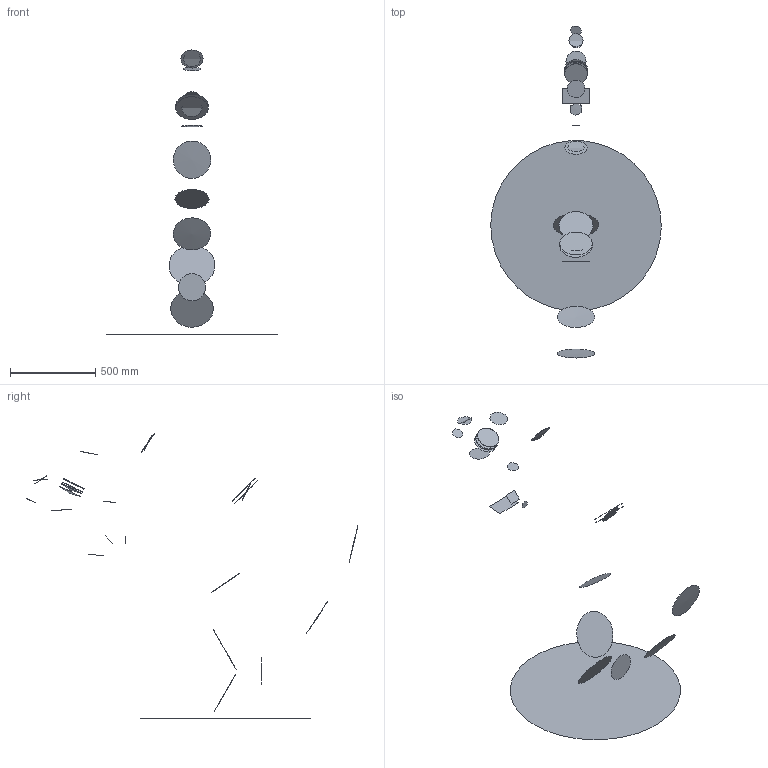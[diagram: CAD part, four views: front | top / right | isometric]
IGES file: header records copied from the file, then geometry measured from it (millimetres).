
Global section: file name: gut_ray_KNGAO_100mmpupil_120arcsecRelay_v9_lgsfolded_rev18.IGS; native system: HarmonyWare Translators; preprocessor: HarmonyWare IGES v1.7.2; date: 20100303.111423; units: millimetre
Bounding box: 1000 x 1948.55 x 1667.52 mm (x, y, z)
Surface area: 1270326.7 mm2 (no closed solid volume)
Topology: 0 solids, 29 shells, 29 faces, 113 edges, 163 vertices
Faces by surface type: bspline 29
